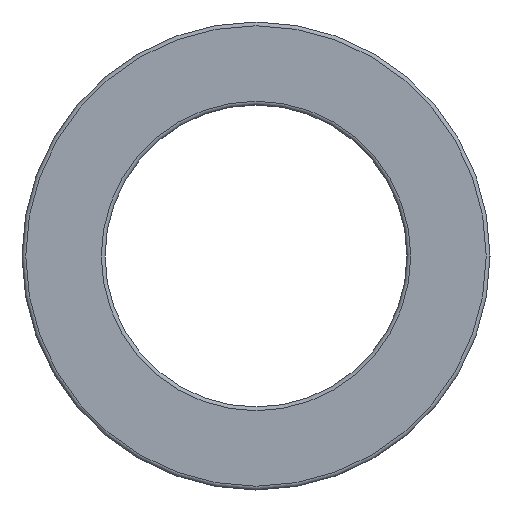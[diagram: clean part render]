
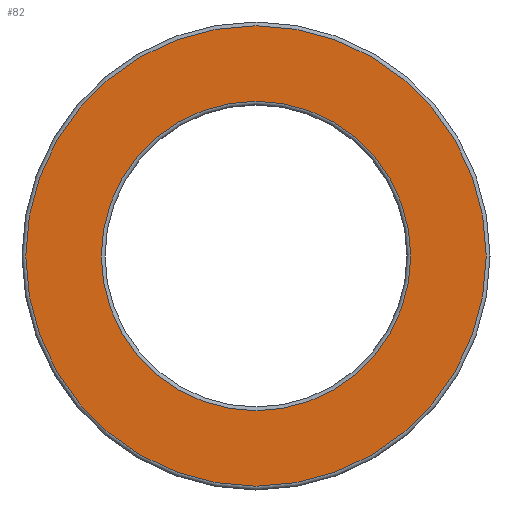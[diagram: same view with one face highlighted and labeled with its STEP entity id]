
A CAD part, left-side view. The second image highlights one B-rep face of the part: STEP entity #82.
In plain terms, the highlighted planar face has unit normal (-1, 0, 0).
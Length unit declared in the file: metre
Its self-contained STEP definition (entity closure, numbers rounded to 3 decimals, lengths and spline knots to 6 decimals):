
#82 = ADVANCED_FACE( '', ( #181, #182 ), #183, .T. );
#181 = FACE_BOUND( '', #284, .T. );
#182 = FACE_OUTER_BOUND( '', #285, .T. );
#183 = PLANE( '', #286 );
#284 = EDGE_LOOP( '', ( #415 ) );
#285 = EDGE_LOOP( '', ( #416 ) );
#286 = AXIS2_PLACEMENT_3D( '', #417, #418, #419 );
#415 = ORIENTED_EDGE( '', *, *, #471, .T. );
#416 = ORIENTED_EDGE( '', *, *, #496, .T. );
#417 = CARTESIAN_POINT( '', ( -0.04, 0., 0. ) );
#418 = DIRECTION( '', ( -1., 0., 0. ) );
#419 = DIRECTION( '', ( 0., -1., 0. ) );
#471 = EDGE_CURVE( '', #528, #528, #529, .F. );
#496 = EDGE_CURVE( '', #566, #566, #567, .T. );
#528 = VERTEX_POINT( '', #600 );
#529 = CIRCLE( '', #601, 0.0205 );
#566 = VERTEX_POINT( '', #638 );
#567 = CIRCLE( '', #639, 0.0305 );
#600 = CARTESIAN_POINT( '', ( -0.04, -0.0205, 0. ) );
#601 = AXIS2_PLACEMENT_3D( '', #675, #676, #677 );
#638 = CARTESIAN_POINT( '', ( -0.04, -0.0305, 0. ) );
#639 = AXIS2_PLACEMENT_3D( '', #714, #715, #716 );
#675 = CARTESIAN_POINT( '', ( -0.04, 0., 0. ) );
#676 = DIRECTION( '', ( -1., 0., 0. ) );
#677 = DIRECTION( '', ( 0., -1., 0. ) );
#714 = CARTESIAN_POINT( '', ( -0.04, 0., 0. ) );
#715 = DIRECTION( '', ( -1., 0., 0. ) );
#716 = DIRECTION( '', ( 0., -1., 0. ) );
